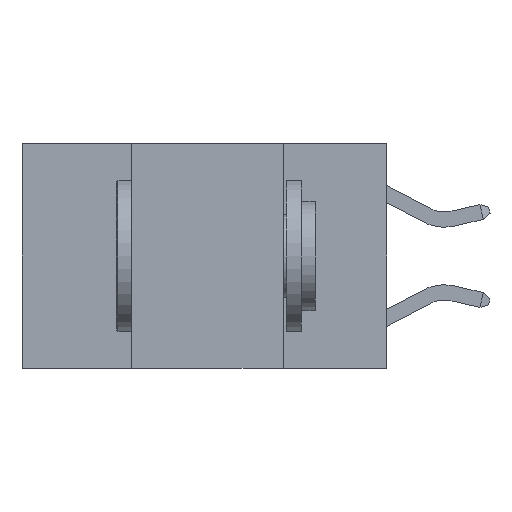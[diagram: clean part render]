
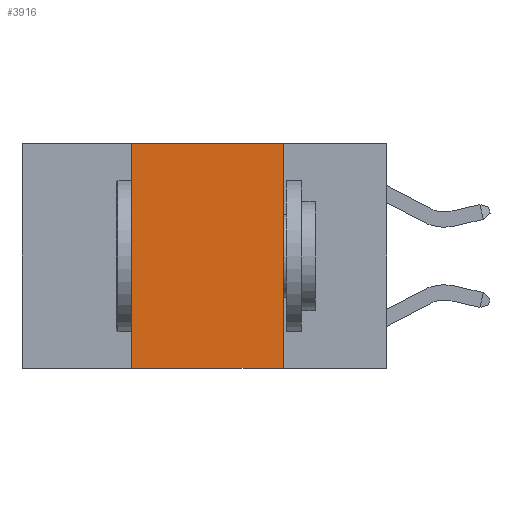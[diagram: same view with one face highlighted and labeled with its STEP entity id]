
A CAD part, left-side view. The second image highlights one B-rep face of the part: STEP entity #3916.
In plain terms, the highlighted planar face has unit normal (-1, 0, 0).
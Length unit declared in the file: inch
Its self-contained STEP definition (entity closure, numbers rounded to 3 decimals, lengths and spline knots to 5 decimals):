
#362 = CARTESIAN_POINT ( 'NONE',  ( 0., 0.17, 0. ) ) ;
#1100 = VECTOR ( 'NONE', #12257, 39.37008 ) ;
#1631 = DIRECTION ( 'NONE',  ( 0., 0., 1. ) ) ;
#2083 = VERTEX_POINT ( 'NONE', #2226 ) ;
#2226 = CARTESIAN_POINT ( 'NONE',  ( 0., 0.42, -0.37 ) ) ;
#3349 = DIRECTION ( 'NONE',  ( 0., 0., -1. ) ) ;
#3459 = EDGE_CURVE ( 'NONE', #2083, #12772, #5650, .T. ) ;
#3916 = ADVANCED_FACE ( 'NONE', ( #14976 ), #17738, .F. ) ;
#4203 = VECTOR ( 'NONE', #3349, 39.37008 ) ;
#4211 = CARTESIAN_POINT ( 'NONE',  ( 0., 0.6, -0.37 ) ) ;
#5436 = CARTESIAN_POINT ( 'NONE',  ( 0., 0.6, 0. ) ) ;
#5650 = LINE ( 'NONE', #4211, #19103 ) ;
#6916 = CARTESIAN_POINT ( 'NONE',  ( 0., 0.17, 0. ) ) ;
#7393 = VERTEX_POINT ( 'NONE', #9140 ) ;
#8092 = ORIENTED_EDGE ( 'NONE', *, *, #10536, .F. ) ;
#8990 = DIRECTION ( 'NONE',  ( 0., 0., -1. ) ) ;
#9140 = CARTESIAN_POINT ( 'NONE',  ( 0., 0.42, 0. ) ) ;
#9941 = VECTOR ( 'NONE', #1631, 39.37008 ) ;
#10536 = EDGE_CURVE ( 'NONE', #21257, #12772, #22326, .T. ) ;
#11711 = EDGE_CURVE ( 'NONE', #2083, #7393, #19819, .T. ) ;
#11730 = EDGE_CURVE ( 'NONE', #7393, #21257, #14612, .T. ) ;
#11827 = CARTESIAN_POINT ( 'NONE',  ( 0., 0.17, -0.37 ) ) ;
#12257 = DIRECTION ( 'NONE',  ( 0., -1., 0. ) ) ;
#12772 = VERTEX_POINT ( 'NONE', #11827 ) ;
#13284 = ORIENTED_EDGE ( 'NONE', *, *, #11730, .F. ) ;
#13846 = ORIENTED_EDGE ( 'NONE', *, *, #3459, .T. ) ;
#13958 = CARTESIAN_POINT ( 'NONE',  ( 0., 0.42, 0. ) ) ;
#14612 = LINE ( 'NONE', #17508, #1100 ) ;
#14976 = FACE_OUTER_BOUND ( 'NONE', #21663, .T. ) ;
#15391 = AXIS2_PLACEMENT_3D ( 'NONE', #5436, #19482, #8990 ) ;
#17508 = CARTESIAN_POINT ( 'NONE',  ( 0., 0.6, 0. ) ) ;
#17738 = PLANE ( 'NONE',  #15391 ) ;
#17980 = ORIENTED_EDGE ( 'NONE', *, *, #11711, .F. ) ;
#18286 = DIRECTION ( 'NONE',  ( 0., -1., 0. ) ) ;
#19103 = VECTOR ( 'NONE', #18286, 39.37008 ) ;
#19482 = DIRECTION ( 'NONE',  ( 1., 0., 0. ) ) ;
#19819 = LINE ( 'NONE', #13958, #9941 ) ;
#21257 = VERTEX_POINT ( 'NONE', #362 ) ;
#21663 = EDGE_LOOP ( 'NONE', ( #8092, #13284, #17980, #13846 ) ) ;
#22326 = LINE ( 'NONE', #6916, #4203 ) ;
